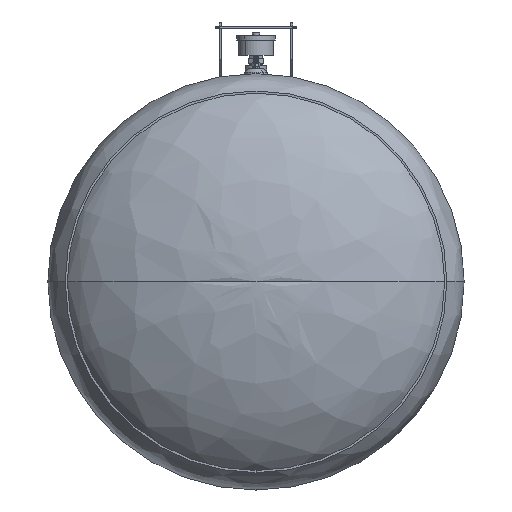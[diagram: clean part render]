
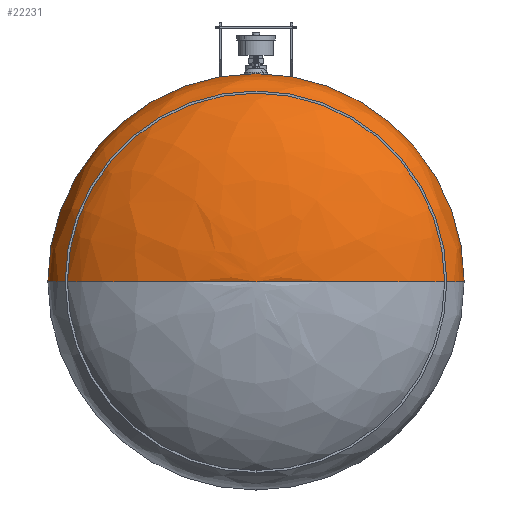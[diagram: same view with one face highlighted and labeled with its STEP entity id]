
A CAD part, front view. The second image highlights one B-rep face of the part: STEP entity #22231.
In plain terms, the highlighted free-form (B-spline) face has degree [3, 3] with [4, 4] control points.
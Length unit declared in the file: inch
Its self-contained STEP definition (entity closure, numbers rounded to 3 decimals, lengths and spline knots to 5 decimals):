
#720 =( BOUNDED_CURVE ( )  B_SPLINE_CURVE ( 3, ( #35858, #14234, #21667, #6815 ),
 .UNSPECIFIED., .F., .F. ) 
 B_SPLINE_CURVE_WITH_KNOTS ( ( 4, 4 ),
 ( 1.5708, 3.14159 ),
 .UNSPECIFIED. ) 
 CURVE ( )  GEOMETRIC_REPRESENTATION_ITEM ( )  RATIONAL_B_SPLINE_CURVE ( ( 1., 0.805, 0.805, 1. ) ) 
 REPRESENTATION_ITEM ( '' )  );
#1165 = CARTESIAN_POINT ( 'NONE',  ( 0., 6.6345, 0. ) ) ;
#1861 = CARTESIAN_POINT ( 'NONE',  ( -7.02944, 6.6345, 0. ) ) ;
#4414 = CARTESIAN_POINT ( 'NONE',  ( 0., 6.6345, 0. ) ) ;
#4868 = CARTESIAN_POINT ( 'NONE',  ( -12., 4.11836, 0. ) ) ;
#6815 = CARTESIAN_POINT ( 'NONE',  ( 12., 0.56, 0. ) ) ;
#7593 = EDGE_CURVE ( 'NONE', #34684, #11195, #13252, .T. ) ;
#7738 = ORIENTED_EDGE ( 'NONE', *, *, #37829, .T. ) ;
#8565 = CARTESIAN_POINT ( 'NONE',  ( 12., 0.56, 24. ) ) ;
#8799 = CARTESIAN_POINT ( 'NONE',  ( 12., 4.11836, 0. ) ) ;
#9494 = CARTESIAN_POINT ( 'NONE',  ( -12., 4.11836, 0. ) ) ;
#10034 = VERTEX_POINT ( 'NONE', #23440 ) ;
#10854 =( BOUNDED_SURFACE ( )  B_SPLINE_SURFACE ( 3, 3, ( 
 ( #12030, #4414, #1165, #36255 ),
 ( #25554, #11580, #40660, #26016 ),
 ( #8799, #14856, #22056, #4868 ),
 ( #32762, #8565, #22278, #22743 ) ),
 .UNSPECIFIED., .F., .F., .F. ) 
 B_SPLINE_SURFACE_WITH_KNOTS ( ( 4, 4 ),
 ( 4, 4 ),
 ( 0., 1. ),
 ( 0., 1. ),
 .UNSPECIFIED. ) 
 GEOMETRIC_REPRESENTATION_ITEM ( )  RATIONAL_B_SPLINE_SURFACE ( (
 ( 1., 0.333, 0.333, 1.),
 ( 0.805, 0.268, 0.268, 0.805),
 ( 0.805, 0.268, 0.268, 0.805),
 ( 1., 0.333, 0.333, 1.) ) ) 
 REPRESENTATION_ITEM ( '' )  SURFACE ( )  );
#11002 = ORIENTED_EDGE ( 'NONE', *, *, #11406, .F. ) ;
#11107 = CARTESIAN_POINT ( 'NONE',  ( 12., 0.56, 0. ) ) ;
#11195 = VERTEX_POINT ( 'NONE', #20300 ) ;
#11406 = EDGE_CURVE ( 'NONE', #10034, #34684, #720, .T. ) ;
#11580 = CARTESIAN_POINT ( 'NONE',  ( 7.02944, 6.6345, 14.05887 ) ) ;
#12030 = CARTESIAN_POINT ( 'NONE',  ( 0., 6.6345, 0. ) ) ;
#13252 = CIRCLE ( 'NONE', #39242, 12. ) ;
#13982 = DIRECTION ( 'NONE',  ( 0., -1., 0. ) ) ;
#14234 = CARTESIAN_POINT ( 'NONE',  ( 7.02944, 6.6345, 0. ) ) ;
#14856 = CARTESIAN_POINT ( 'NONE',  ( 12., 4.11836, 24. ) ) ;
#20300 = CARTESIAN_POINT ( 'NONE',  ( -12., 0.56, 0. ) ) ;
#21667 = CARTESIAN_POINT ( 'NONE',  ( 12., 4.11836, 0. ) ) ;
#22056 = CARTESIAN_POINT ( 'NONE',  ( -12., 4.11836, 24. ) ) ;
#22231 = ADVANCED_FACE ( 'NONE', ( #43705 ), #10854, .F. ) ;
#22278 = CARTESIAN_POINT ( 'NONE',  ( -12., 0.56, 24. ) ) ;
#22743 = CARTESIAN_POINT ( 'NONE',  ( -12., 0.56, 0. ) ) ;
#23440 = CARTESIAN_POINT ( 'NONE',  ( 0., 6.6345, 0. ) ) ;
#23453 = CARTESIAN_POINT ( 'NONE',  ( 0., 6.6345, 0. ) ) ;
#25554 = CARTESIAN_POINT ( 'NONE',  ( 7.02944, 6.6345, 0. ) ) ;
#26016 = CARTESIAN_POINT ( 'NONE',  ( -7.02944, 6.6345, 0. ) ) ;
#26897 = ORIENTED_EDGE ( 'NONE', *, *, #7593, .F. ) ;
#28171 = DIRECTION ( 'NONE',  ( 1., 0., 0. ) ) ;
#32762 = CARTESIAN_POINT ( 'NONE',  ( 12., 0.56, 0. ) ) ;
#33207 = EDGE_LOOP ( 'NONE', ( #11002, #7738, #26897 ) ) ;
#34684 = VERTEX_POINT ( 'NONE', #11107 ) ;
#35858 = CARTESIAN_POINT ( 'NONE',  ( 0., 6.6345, 0. ) ) ;
#36255 = CARTESIAN_POINT ( 'NONE',  ( 0., 6.6345, 0. ) ) ;
#37423 = CARTESIAN_POINT ( 'NONE',  ( -12., 0.56, 0. ) ) ;
#37829 = EDGE_CURVE ( 'NONE', #10034, #11195, #38188, .T. ) ;
#38188 =( BOUNDED_CURVE ( )  B_SPLINE_CURVE ( 3, ( #23453, #1861, #9494, #37423 ),
 .UNSPECIFIED., .F., .F. ) 
 B_SPLINE_CURVE_WITH_KNOTS ( ( 4, 4 ),
 ( 1.5708, 3.14159 ),
 .UNSPECIFIED. ) 
 CURVE ( )  GEOMETRIC_REPRESENTATION_ITEM ( )  RATIONAL_B_SPLINE_CURVE ( ( 1., 0.805, 0.805, 1. ) ) 
 REPRESENTATION_ITEM ( '' )  );
#38874 = CARTESIAN_POINT ( 'NONE',  ( 0., 0.56, 0. ) ) ;
#39242 = AXIS2_PLACEMENT_3D ( 'NONE', #38874, #13982, #28171 ) ;
#40660 = CARTESIAN_POINT ( 'NONE',  ( -7.02944, 6.6345, 14.05887 ) ) ;
#43705 = FACE_OUTER_BOUND ( 'NONE', #33207, .T. ) ;
